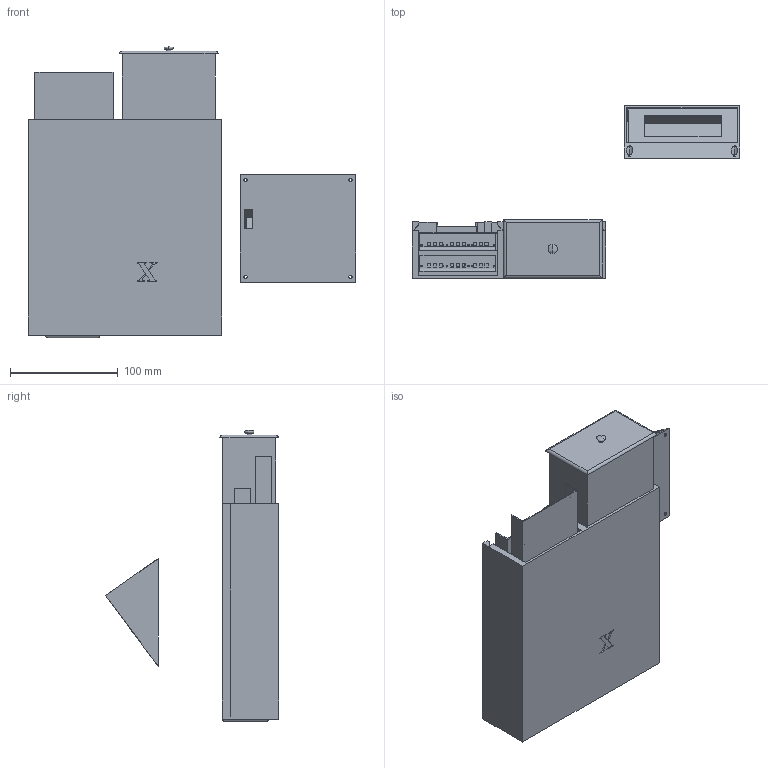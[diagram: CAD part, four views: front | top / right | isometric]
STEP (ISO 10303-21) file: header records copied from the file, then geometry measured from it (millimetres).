
FILE_DESCRIPTION (( 'STEP AP214' ), '1' );
FILE_NAME ('Assembly_Redone.STEP', '2021-05-05T03:02:47', ( '' ), ( '' ), 'SwSTEP 2.0', 'SolidWorks 2019', '' );
FILE_SCHEMA (( 'AUTOMOTIVE_DESIGN' ));
Length unit declared in the file: millimetre
Products named in the file (12): Body_0; LCD_Display_Cover; Battery_Holder_0; Drawer_Backing; Assembly_Redone; Main_Drawer; Step_Motor_Casing_2_0_Varsayilan; First_Drawer; LCD_Display_Case_0; Step_Motor_Casing_1_0_Varsayilan; Second_Drawer; 9 volt batteri_0
Assembly tree (12 placements, depth 2):
  Assembly_Redone
    Body_0
    Battery_Holder_0
    Main_Drawer
    First_Drawer
    Second_Drawer
    Drawer_Backing
    Step_Motor_Casing_1_0_Varsayilan  x2
    Step_Motor_Casing_2_0_Varsayilan
    9 volt batteri_0
    LCD_Display_Case_0
    LCD_Display_Cover
Bounding box: 304.49 x 160.83 x 270.78 mm (x, y, z)
Volume: 573229.7 mm3; surface area: 372645.6 mm2
Topology: 46 solids, 46 shells, 2003 faces, 5161 edges, 3329 vertices
Faces by surface type: plane 1145, cylinder 428, bspline 341, torus 42, sphere 25, cone 22
Entity records: 62650 total; most frequent: CARTESIAN_POINT 22508, ORIENTED_EDGE 7812, DIRECTION 6729, EDGE_CURVE 3906, VECTOR 2637, LINE 2637, VERTEX_POINT 2539, AXIS2_PLACEMENT_3D 2046
